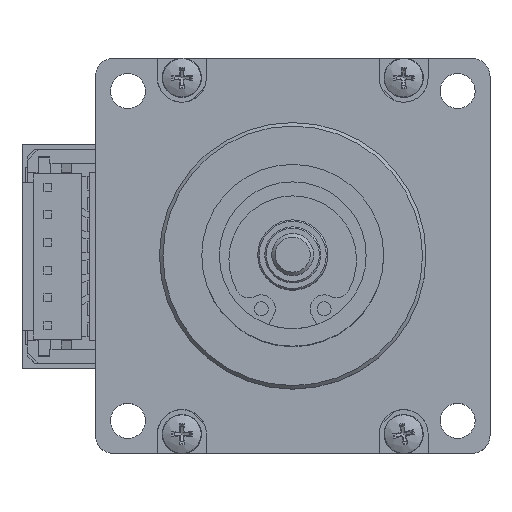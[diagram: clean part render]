
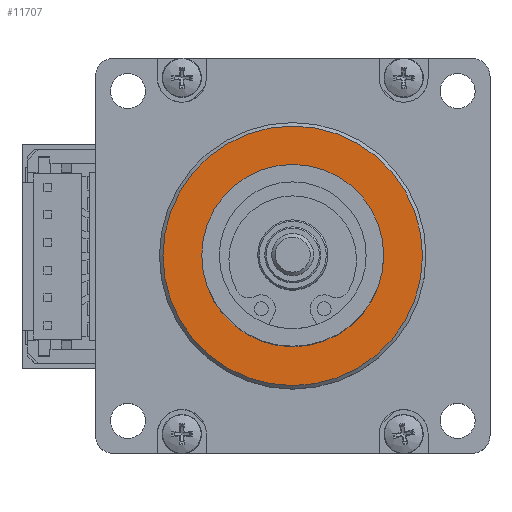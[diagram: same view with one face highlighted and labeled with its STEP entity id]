
A CAD part, top view. The second image highlights one B-rep face of the part: STEP entity #11707.
In plain terms, the highlighted planar face has unit normal (0, 0, 1).
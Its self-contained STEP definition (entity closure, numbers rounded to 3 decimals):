
#297=FACE_BOUND('',#1800,.T.);
#618=PLANE('',#12606);
#1126=FACE_OUTER_BOUND('',#1799,.T.);
#1799=EDGE_LOOP('',(#9601));
#1800=EDGE_LOOP('',(#9602,#9603));
#4403=CIRCLE('',#12607,18.55);
#4404=CIRCLE('',#12608,12.);
#4405=CIRCLE('',#12609,12.);
#5377=VERTEX_POINT('',#18548);
#5378=VERTEX_POINT('',#18550);
#5379=VERTEX_POINT('',#18551);
#6853=EDGE_CURVE('',#5377,#5377,#4403,.T.);
#6854=EDGE_CURVE('',#5378,#5379,#4404,.T.);
#6855=EDGE_CURVE('',#5379,#5378,#4405,.T.);
#9601=ORIENTED_EDGE('',*,*,#6853,.F.);
#9602=ORIENTED_EDGE('',*,*,#6854,.T.);
#9603=ORIENTED_EDGE('',*,*,#6855,.T.);
#11707=ADVANCED_FACE('',(#1126,#297),#618,.F.);
#12606=AXIS2_PLACEMENT_3D('',#18547,#15235,#15236);
#12607=AXIS2_PLACEMENT_3D('',#18549,#15237,#15238);
#12608=AXIS2_PLACEMENT_3D('',#18552,#15239,#15240);
#12609=AXIS2_PLACEMENT_3D('',#18553,#15241,#15242);
#15235=DIRECTION('center_axis',(0.,0.,-1.));
#15236=DIRECTION('ref_axis',(1.,0.,0.));
#15237=DIRECTION('center_axis',(0.,0.,-1.));
#15238=DIRECTION('ref_axis',(1.,0.,0.));
#15239=DIRECTION('center_axis',(0.,0.,-1.));
#15240=DIRECTION('ref_axis',(1.,0.,0.));
#15241=DIRECTION('center_axis',(0.,0.,-1.));
#15242=DIRECTION('ref_axis',(1.,0.,0.));
#18547=CARTESIAN_POINT('Origin',(0.,0.,
46.8));
#18548=CARTESIAN_POINT('',(-18.55,0.,46.8));
#18549=CARTESIAN_POINT('Origin',(0.,0.,
46.8));
#18550=CARTESIAN_POINT('',(-12.,0.,46.8));
#18551=CARTESIAN_POINT('',(0.,12.,46.8));
#18552=CARTESIAN_POINT('Origin',(0.,0.,
46.8));
#18553=CARTESIAN_POINT('Origin',(0.,0.,
46.8));
